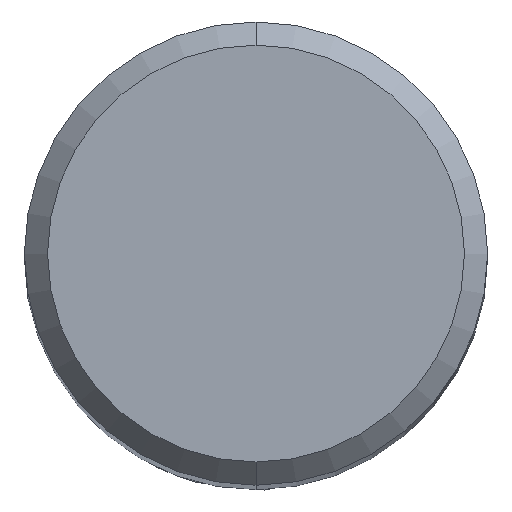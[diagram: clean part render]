
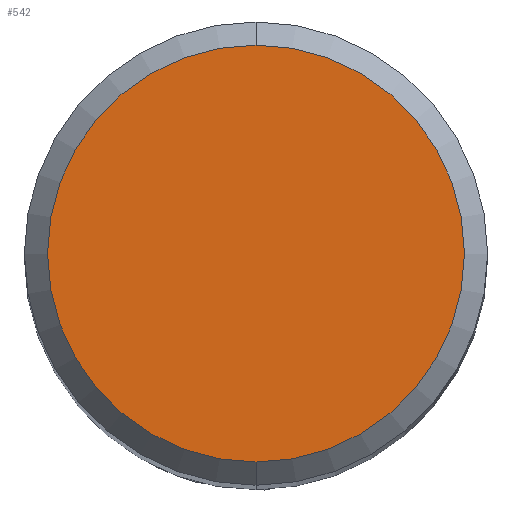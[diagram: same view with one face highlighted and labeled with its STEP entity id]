
A CAD part, top view. The second image highlights one B-rep face of the part: STEP entity #542.
In plain terms, the highlighted planar face has unit normal (0, 0, 1).
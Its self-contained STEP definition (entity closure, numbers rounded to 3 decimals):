
#354=VERTEX_POINT('',#983);
#362=EDGE_CURVE('',#612,#354,#991,.T.);
#442=EDGE_CURVE('',#354,#612,#1077,.T.);
#542=ADVANCED_FACE('',(#1186),#1187,.T.);
#612=VERTEX_POINT('',#1260);
#983=CARTESIAN_POINT('',(0.,-5.4,0.0));
#991=CIRCLE('',#1839,5.4);
#1077=CIRCLE('',#2213,5.4);
#1186=FACE_OUTER_BOUND('',#2912,.T.);
#1187=PLANE('',#2913);
#1260=CARTESIAN_POINT('',(0.0,5.4,0.0));
#1839=AXIS2_PLACEMENT_3D('',#10908,#10909,#10910);
#2213=AXIS2_PLACEMENT_3D('',#10992,#10993,#10994);
#2912=EDGE_LOOP('',(#11098,#11099));
#2913=AXIS2_PLACEMENT_3D('',#11100,#11101,#11102);
#10908=CARTESIAN_POINT('',(0.0,0.0,0.0));
#10909=DIRECTION('',(0.0,0.0,-1.0));
#10910=DIRECTION('',(0.0,1.0,0.0));
#10992=CARTESIAN_POINT('',(0.0,0.0,0.0));
#10993=DIRECTION('',(0.0,0.0,-1.0));
#10994=DIRECTION('',(0.0,1.0,0.0));
#11098=ORIENTED_EDGE('',*,*,#362,.F.);
#11099=ORIENTED_EDGE('',*,*,#442,.F.);
#11100=CARTESIAN_POINT('',(0.0,2.7,0.0));
#11101=DIRECTION('',(-0.0,0.0,1.0));
#11102=DIRECTION('',(0.0,-1.0,0.0));
